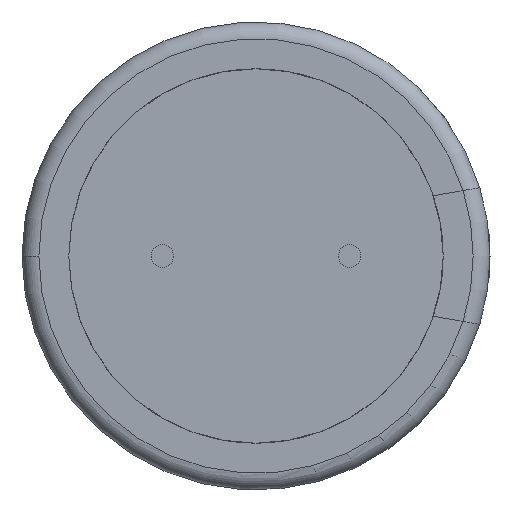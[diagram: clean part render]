
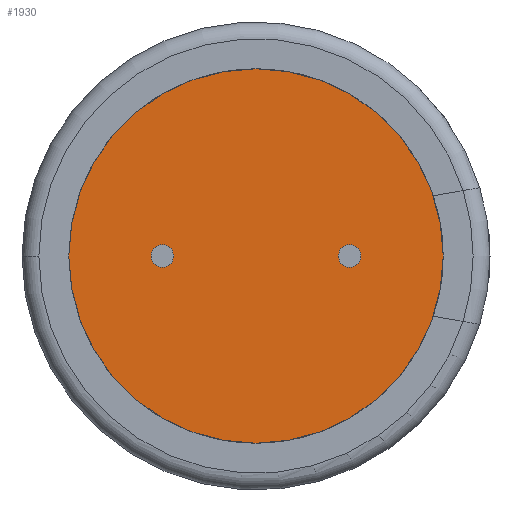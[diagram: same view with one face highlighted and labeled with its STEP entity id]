
A CAD part, front view. The second image highlights one B-rep face of the part: STEP entity #1930.
In plain terms, the highlighted planar face has unit normal (0, -1, 0).
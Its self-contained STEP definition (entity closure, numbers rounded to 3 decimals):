
#30 = CARTESIAN_POINT ( 'NONE',  ( -2.5, 0., 0. ) ) ;
#31 = DIRECTION ( 'NONE',  ( 0., -1., 0. ) ) ;
#100 = EDGE_CURVE ( 'NONE', #841, #265, #131, .T. ) ;
#131 = CIRCLE ( 'NONE', #940, 5. ) ;
#165 = VERTEX_POINT ( 'NONE', #815 ) ;
#203 = DIRECTION ( 'NONE',  ( 0., -1., 0. ) ) ;
#244 = AXIS2_PLACEMENT_3D ( 'NONE', #597, #2147, #443 ) ;
#259 = EDGE_CURVE ( 'NONE', #2127, #165, #792, .T. ) ;
#265 = VERTEX_POINT ( 'NONE', #1394 ) ;
#286 = EDGE_CURVE ( 'NONE', #1587, #339, #837, .T. ) ;
#295 = CIRCLE ( 'NONE', #244, 5. ) ;
#296 = ORIENTED_EDGE ( 'NONE', *, *, #1621, .F. ) ;
#308 = CARTESIAN_POINT ( 'NONE',  ( 2.5, 0., 0. ) ) ;
#311 = DIRECTION ( 'NONE',  ( 0., 1., 0. ) ) ;
#323 = CIRCLE ( 'NONE', #1617, 0.3 ) ;
#339 = VERTEX_POINT ( 'NONE', #390 ) ;
#340 = DIRECTION ( 'NONE',  ( -1., 0., 0. ) ) ;
#352 = CARTESIAN_POINT ( 'NONE',  ( -2.5, 0., 0. ) ) ;
#390 = CARTESIAN_POINT ( 'NONE',  ( 2.5, 0., 0.3 ) ) ;
#412 = CARTESIAN_POINT ( 'NONE',  ( 0., 0., 0. ) ) ;
#443 = DIRECTION ( 'NONE',  ( -1., 0., 0. ) ) ;
#463 = FACE_OUTER_BOUND ( 'NONE', #2099, .T. ) ;
#510 = FACE_BOUND ( 'NONE', #1039, .T. ) ;
#597 = CARTESIAN_POINT ( 'NONE',  ( 0., 0., 0. ) ) ;
#634 = ORIENTED_EDGE ( 'NONE', *, *, #2123, .F. ) ;
#638 = ORIENTED_EDGE ( 'NONE', *, *, #662, .F. ) ;
#662 = EDGE_CURVE ( 'NONE', #339, #1587, #323, .T. ) ;
#686 = DIRECTION ( 'NONE',  ( 0., -1., 0. ) ) ;
#703 = AXIS2_PLACEMENT_3D ( 'NONE', #1710, #203, #864 ) ;
#743 = DIRECTION ( 'NONE',  ( 0., 1., 0. ) ) ;
#792 = CIRCLE ( 'NONE', #1025, 0.3 ) ;
#815 = CARTESIAN_POINT ( 'NONE',  ( -2.5, 0., -0.3 ) ) ;
#837 = CIRCLE ( 'NONE', #703, 0.3 ) ;
#841 = VERTEX_POINT ( 'NONE', #1568 ) ;
#864 = DIRECTION ( 'NONE',  ( -1., 0., 0. ) ) ;
#878 = DIRECTION ( 'NONE',  ( -1., 0., 0. ) ) ;
#940 = AXIS2_PLACEMENT_3D ( 'NONE', #1323, #311, #1843 ) ;
#952 = AXIS2_PLACEMENT_3D ( 'NONE', #412, #743, #1268 ) ;
#985 = ORIENTED_EDGE ( 'NONE', *, *, #286, .F. ) ;
#1025 = AXIS2_PLACEMENT_3D ( 'NONE', #352, #31, #878 ) ;
#1039 = EDGE_LOOP ( 'NONE', ( #638, #985 ) ) ;
#1131 = CIRCLE ( 'NONE', #1362, 0.3 ) ;
#1268 = DIRECTION ( 'NONE',  ( -1., 0., 0. ) ) ;
#1313 = EDGE_LOOP ( 'NONE', ( #2060, #296 ) ) ;
#1321 = FACE_BOUND ( 'NONE', #1313, .T. ) ;
#1323 = CARTESIAN_POINT ( 'NONE',  ( 0., 0., 0. ) ) ;
#1362 = AXIS2_PLACEMENT_3D ( 'NONE', #30, #686, #340 ) ;
#1394 = CARTESIAN_POINT ( 'NONE',  ( 5., 0., 0. ) ) ;
#1450 = CARTESIAN_POINT ( 'NONE',  ( -2.5, 0., 0.3 ) ) ;
#1454 = PLANE ( 'NONE',  #952 ) ;
#1517 = DIRECTION ( 'NONE',  ( 0., -1., 0. ) ) ;
#1568 = CARTESIAN_POINT ( 'NONE',  ( -5., 0., 0. ) ) ;
#1587 = VERTEX_POINT ( 'NONE', #1683 ) ;
#1617 = AXIS2_PLACEMENT_3D ( 'NONE', #308, #1517, #1680 ) ;
#1621 = EDGE_CURVE ( 'NONE', #165, #2127, #1131, .T. ) ;
#1680 = DIRECTION ( 'NONE',  ( -1., 0., 0. ) ) ;
#1683 = CARTESIAN_POINT ( 'NONE',  ( 2.5, 0., -0.3 ) ) ;
#1710 = CARTESIAN_POINT ( 'NONE',  ( 2.5, 0., 0. ) ) ;
#1843 = DIRECTION ( 'NONE',  ( -1., 0., 0. ) ) ;
#1930 = ADVANCED_FACE ( 'NONE', ( #1321, #510, #463 ), #1454, .F. ) ;
#1971 = ORIENTED_EDGE ( 'NONE', *, *, #100, .F. ) ;
#2060 = ORIENTED_EDGE ( 'NONE', *, *, #259, .F. ) ;
#2099 = EDGE_LOOP ( 'NONE', ( #1971, #634 ) ) ;
#2123 = EDGE_CURVE ( 'NONE', #265, #841, #295, .T. ) ;
#2127 = VERTEX_POINT ( 'NONE', #1450 ) ;
#2147 = DIRECTION ( 'NONE',  ( 0., 1., 0. ) ) ;
